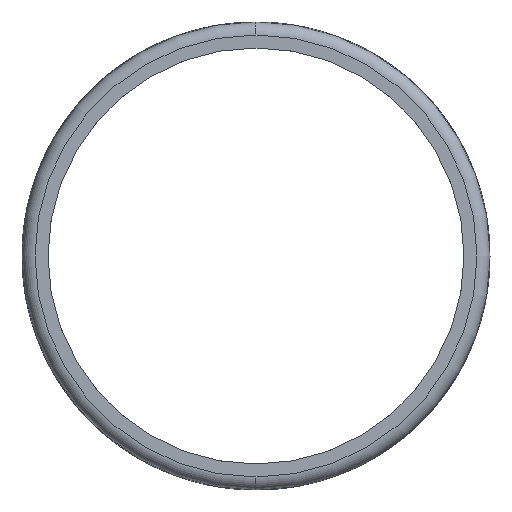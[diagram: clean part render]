
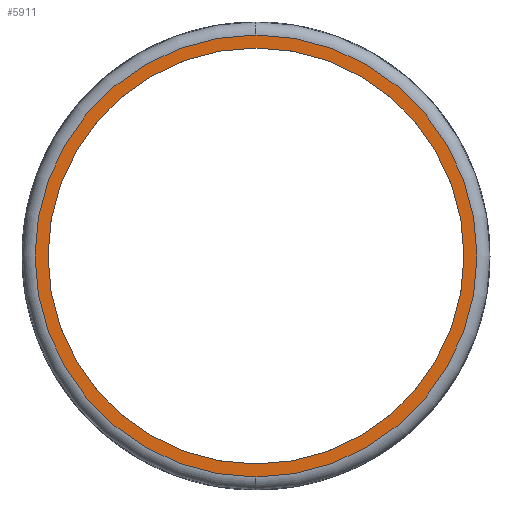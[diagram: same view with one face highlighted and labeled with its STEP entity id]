
A CAD part, front view. The second image highlights one B-rep face of the part: STEP entity #5911.
In plain terms, the highlighted planar face has unit normal (0, -1, 0).
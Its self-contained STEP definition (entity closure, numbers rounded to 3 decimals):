
#773 = AXIS2_PLACEMENT_3D ( 'NONE', #1608, #3124, #16969 ) ;
#867 = EDGE_CURVE ( 'NONE', #17166, #9798, #14866, .T. ) ;
#869 = CIRCLE ( 'NONE', #14832, 17. ) ;
#1608 = CARTESIAN_POINT ( 'NONE',  ( 0., -20., 0. ) ) ;
#3124 = DIRECTION ( 'NONE',  ( 0., 1., 0. ) ) ;
#3783 = CIRCLE ( 'NONE', #14270, 16. ) ;
#3799 = CARTESIAN_POINT ( 'NONE',  ( 0., -20., -16. ) ) ;
#3845 = VERTEX_POINT ( 'NONE', #10344 ) ;
#4154 = PLANE ( 'NONE',  #5142 ) ;
#4388 = CARTESIAN_POINT ( 'NONE',  ( 0., -20., 17. ) ) ;
#4795 = FACE_BOUND ( 'NONE', #6170, .T. ) ;
#5142 = AXIS2_PLACEMENT_3D ( 'NONE', #11736, #10264, #16349 ) ;
#5553 = CARTESIAN_POINT ( 'NONE',  ( 0., -20., -17. ) ) ;
#5911 = ADVANCED_FACE ( 'NONE', ( #18921, #4795 ), #4154, .F. ) ;
#6170 = EDGE_LOOP ( 'NONE', ( #7729, #15120 ) ) ;
#6214 = ORIENTED_EDGE ( 'NONE', *, *, #15116, .F. ) ;
#6755 = DIRECTION ( 'NONE',  ( 0., 1., 0. ) ) ;
#7729 = ORIENTED_EDGE ( 'NONE', *, *, #7777, .T. ) ;
#7777 = EDGE_CURVE ( 'NONE', #3845, #13437, #3783, .T. ) ;
#8101 = CARTESIAN_POINT ( 'NONE',  ( 0., -20., 0. ) ) ;
#8236 = DIRECTION ( 'NONE',  ( 0., 0., 1. ) ) ;
#8888 = DIRECTION ( 'NONE',  ( 0., 0., 1. ) ) ;
#9329 = DIRECTION ( 'NONE',  ( 0., 0., 1. ) ) ;
#9597 = DIRECTION ( 'NONE',  ( 0., 1., 0. ) ) ;
#9798 = VERTEX_POINT ( 'NONE', #5553 ) ;
#10264 = DIRECTION ( 'NONE',  ( 0., 1., 0. ) ) ;
#10344 = CARTESIAN_POINT ( 'NONE',  ( 0., -20., 16. ) ) ;
#11736 = CARTESIAN_POINT ( 'NONE',  ( 16., -20., 0. ) ) ;
#12027 = DIRECTION ( 'NONE',  ( 0., 1., 0. ) ) ;
#12102 = CIRCLE ( 'NONE', #773, 16. ) ;
#12402 = CARTESIAN_POINT ( 'NONE',  ( 0., -20., 0. ) ) ;
#12812 = EDGE_CURVE ( 'NONE', #13437, #3845, #12102, .T. ) ;
#13437 = VERTEX_POINT ( 'NONE', #3799 ) ;
#14270 = AXIS2_PLACEMENT_3D ( 'NONE', #12402, #9597, #9329 ) ;
#14635 = EDGE_LOOP ( 'NONE', ( #15595, #6214 ) ) ;
#14832 = AXIS2_PLACEMENT_3D ( 'NONE', #8101, #6755, #8236 ) ;
#14866 = CIRCLE ( 'NONE', #18942, 17. ) ;
#15116 = EDGE_CURVE ( 'NONE', #9798, #17166, #869, .T. ) ;
#15120 = ORIENTED_EDGE ( 'NONE', *, *, #12812, .T. ) ;
#15595 = ORIENTED_EDGE ( 'NONE', *, *, #867, .F. ) ;
#16349 = DIRECTION ( 'NONE',  ( 0., 0., 1. ) ) ;
#16969 = DIRECTION ( 'NONE',  ( 0., 0., 1. ) ) ;
#17166 = VERTEX_POINT ( 'NONE', #4388 ) ;
#17902 = CARTESIAN_POINT ( 'NONE',  ( 0., -20., 0. ) ) ;
#18921 = FACE_OUTER_BOUND ( 'NONE', #14635, .T. ) ;
#18942 = AXIS2_PLACEMENT_3D ( 'NONE', #17902, #12027, #8888 ) ;
